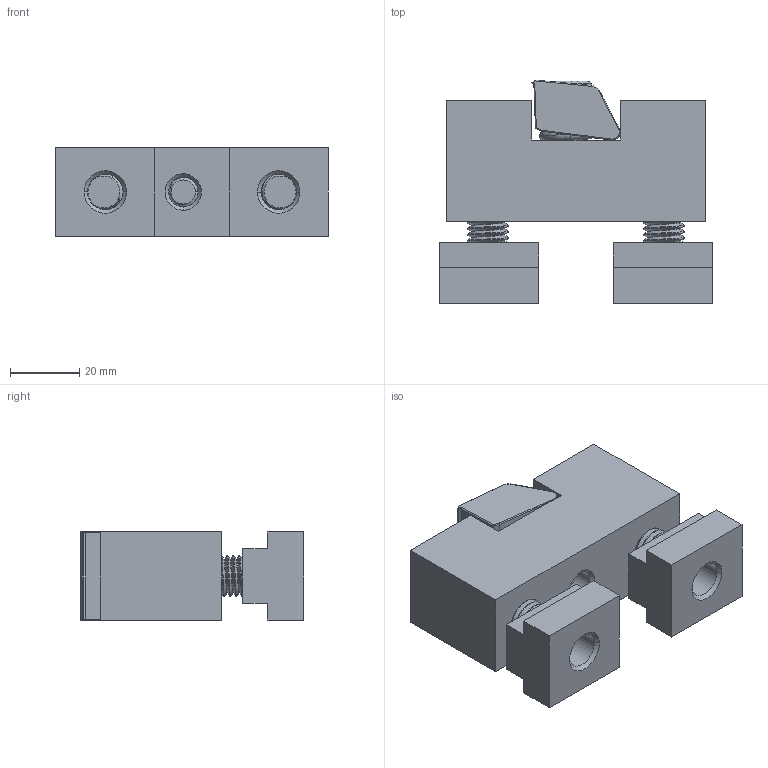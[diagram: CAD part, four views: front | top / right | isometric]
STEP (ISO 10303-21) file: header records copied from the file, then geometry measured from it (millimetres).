
FILE_DESCRIPTION (( 'STEP AP214' ), '1' );
FILE_NAME ('41225.STEP', '2018-08-21T14:45:12', ( 'Mike W' ), ( '' ), 'SwSTEP 2.0', 'SolidWorks 2017', '' );
FILE_SCHEMA (( 'AUTOMOTIVE_DESIGN' ));
Length unit declared in the file: inch
Products named in the file (8): 412251_412251; 41225; 56070_56070; 204 O-RING_204 O-RING; M1025MM SHCS_M1025MM SHCS; 260701_260701; M1235MM SHCS_M1235MM SHCS; T-Nuts (Te-Co) (Std Configured)_540161
Assembly tree (9 placements, depth 3):
  41225
    412251_412251
    T-Nuts (Te-Co) (Std Configured)_540161  x2
    M1235MM SHCS_M1235MM SHCS  x2
    56070_56070
      260701_260701
      M1025MM SHCS_M1025MM SHCS
      204 O-RING_204 O-RING
Bounding box: 78.58 x 64.54 x 25.4 mm (x, y, z)
Volume: 82024 mm3; surface area: 33641.4 mm2
Topology: 8 solids, 8 shells, 477 faces, 1230 edges, 770 vertices
Faces by surface type: cylinder 283, plane 77, cone 65, bspline 30, torus 16, sphere 6
Entity records: 16308 total; most frequent: CARTESIAN_POINT 8509, ORIENTED_EDGE 1780, DIRECTION 1376, EDGE_CURVE 890, VERTEX_POINT 552, AXIS2_PLACEMENT_3D 523, EDGE_LOOP 368, ADVANCED_FACE 353
